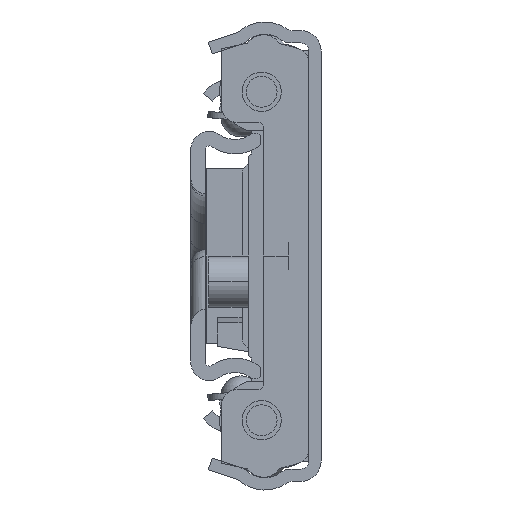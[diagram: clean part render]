
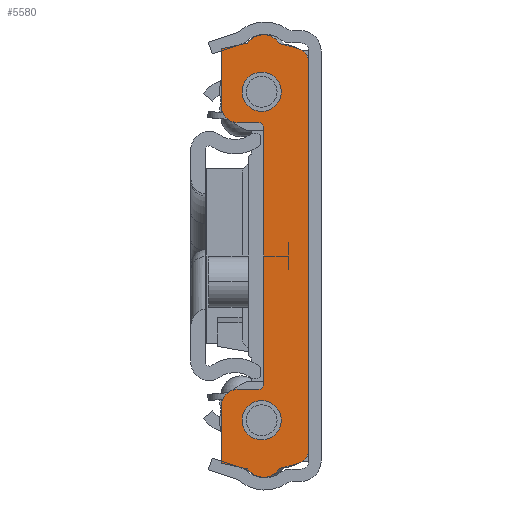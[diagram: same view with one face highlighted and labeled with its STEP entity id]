
A CAD part, front view. The second image highlights one B-rep face of the part: STEP entity #5580.
In plain terms, the highlighted face is planar.
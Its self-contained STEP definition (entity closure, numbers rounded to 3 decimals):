
#4115=CARTESIAN_POINT('',(-1.3,59.,16.));
#4116=DIRECTION('',(0.,-1.,0.));
#4117=DIRECTION('',(1.,0.,0.));
#4118=AXIS2_PLACEMENT_3D('',#4115,#4116,#4117);
#4120=CARTESIAN_POINT('',(-1.3,59.,16.));
#4121=DIRECTION('',(0.,-1.,0.));
#4122=DIRECTION('',(-1.,0.,0.));
#4123=AXIS2_PLACEMENT_3D('',#4120,#4121,#4122);
#4125=CARTESIAN_POINT('',(-1.3,59.,-16.));
#4126=DIRECTION('',(0.,-1.,0.));
#4127=DIRECTION('',(1.,0.,0.));
#4128=AXIS2_PLACEMENT_3D('',#4125,#4126,#4127);
#4130=CARTESIAN_POINT('',(-1.3,59.,-16.));
#4131=DIRECTION('',(0.,-1.,0.));
#4132=DIRECTION('',(-1.,0.,0.));
#4133=AXIS2_PLACEMENT_3D('',#4130,#4131,#4132);
#4135=CARTESIAN_POINT('',(-1.,59.,12.5));
#4136=DIRECTION('',(0.,-1.,0.));
#4137=DIRECTION('',(0.,0.,1.));
#4138=AXIS2_PLACEMENT_3D('',#4135,#4136,#4137);
#4140=DIRECTION('',(-1.,0.,0.));
#4141=VECTOR('',#4140,2.1);
#4142=CARTESIAN_POINT('',(1.1,59.,13.));
#4143=LINE('',#4142,#4141);
#4144=CARTESIAN_POINT('',(1.1,59.,14.5));
#4145=DIRECTION('',(0.,1.,0.));
#4146=DIRECTION('',(1.,0.,0.));
#4147=AXIS2_PLACEMENT_3D('',#4144,#4145,#4146);
#4149=DIRECTION('',(0.,0.,-1.));
#4150=VECTOR('',#4149,5.687);
#4151=CARTESIAN_POINT('',(2.6,59.,20.187));
#4152=LINE('',#4151,#4150);
#4153=DIRECTION('',(0.978,0.,-0.211));
#4154=VECTOR('',#4153,2.628);
#4155=CARTESIAN_POINT('',(0.03,59.,20.74));
#4156=LINE('',#4155,#4154);
#4157=CARTESIAN_POINT('',(-1.5,59.,19.699));
#4158=DIRECTION('',(0.,1.,0.));
#4159=DIRECTION('',(-0.841,0.,0.541));
#4160=AXIS2_PLACEMENT_3D('',#4157,#4158,#4159);
#4162=DIRECTION('',(0.966,0.,0.259));
#4163=VECTOR('',#4162,1.792);
#4164=CARTESIAN_POINT('',(-4.788,59.,20.236));
#4165=LINE('',#4164,#4163);
#4166=CARTESIAN_POINT('',(-4.4,59.,18.787));
#4167=DIRECTION('',(0.,1.,0.));
#4168=DIRECTION('',(-1.,0.,0.));
#4169=AXIS2_PLACEMENT_3D('',#4166,#4167,#4168);
#4171=DIRECTION('',(0.,0.,1.));
#4172=VECTOR('',#4171,37.575);
#4173=CARTESIAN_POINT('',(-5.9,59.,-18.787));
#4174=LINE('',#4173,#4172);
#4175=CARTESIAN_POINT('',(-4.4,59.,-18.787));
#4176=DIRECTION('',(0.,1.,0.));
#4177=DIRECTION('',(-0.259,0.,-0.966));
#4178=AXIS2_PLACEMENT_3D('',#4175,#4176,#4177);
#4180=DIRECTION('',(-0.966,0.,0.259));
#4181=VECTOR('',#4180,1.792);
#4182=CARTESIAN_POINT('',(-3.057,59.,-20.7));
#4183=LINE('',#4182,#4181);
#4184=CARTESIAN_POINT('',(-1.5,59.,-19.699));
#4185=DIRECTION('',(0.,1.,0.));
#4186=DIRECTION('',(0.827,0.,-0.563));
#4187=AXIS2_PLACEMENT_3D('',#4184,#4185,#4186);
#4189=DIRECTION('',(-0.978,0.,-0.211));
#4190=VECTOR('',#4189,2.628);
#4191=CARTESIAN_POINT('',(2.6,59.,-20.187));
#4192=LINE('',#4191,#4190);
#4193=DIRECTION('',(0.,0.,-1.));
#4194=VECTOR('',#4193,5.687);
#4195=CARTESIAN_POINT('',(2.6,59.,-14.5));
#4196=LINE('',#4195,#4194);
#4197=CARTESIAN_POINT('',(1.1,59.,-14.5));
#4198=DIRECTION('',(0.,1.,0.));
#4199=DIRECTION('',(0.,0.,1.));
#4200=AXIS2_PLACEMENT_3D('',#4197,#4198,#4199);
#4202=DIRECTION('',(1.,0.,0.));
#4203=VECTOR('',#4202,2.1);
#4204=CARTESIAN_POINT('',(-1.,59.,-13.));
#4205=LINE('',#4204,#4203);
#4206=CARTESIAN_POINT('',(-1.,59.,-12.5));
#4207=DIRECTION('',(0.,-1.,0.));
#4208=DIRECTION('',(-1.,0.,0.));
#4209=AXIS2_PLACEMENT_3D('',#4206,#4207,#4208);
#4271=DIRECTION('',(0.,0.,-1.));
#4272=VECTOR('',#4271,25.);
#4273=CARTESIAN_POINT('',(-1.5,59.,12.5));
#4274=LINE('',#4273,#4272);
#5075=CARTESIAN_POINT('',(0.2,59.,16.));
#5076=CARTESIAN_POINT('',(-2.8,59.,16.));
#5077=VERTEX_POINT('',#5075);
#5078=VERTEX_POINT('',#5076);
#5079=CARTESIAN_POINT('',(0.2,59.,-16.));
#5080=CARTESIAN_POINT('',(-2.8,59.,-16.));
#5081=VERTEX_POINT('',#5079);
#5082=VERTEX_POINT('',#5080);
#5083=CARTESIAN_POINT('',(-5.9,59.,-18.787));
#5084=CARTESIAN_POINT('',(-5.9,59.,18.787));
#5085=VERTEX_POINT('',#5083);
#5086=VERTEX_POINT('',#5084);
#5087=CARTESIAN_POINT('',(-4.788,59.,20.236));
#5088=VERTEX_POINT('',#5087);
#5089=CARTESIAN_POINT('',(-3.057,59.,20.7));
#5090=VERTEX_POINT('',#5089);
#5091=CARTESIAN_POINT('',(0.03,59.,20.74));
#5092=VERTEX_POINT('',#5091);
#5093=CARTESIAN_POINT('',(2.6,59.,20.187));
#5094=VERTEX_POINT('',#5093);
#5095=CARTESIAN_POINT('',(2.6,59.,14.5));
#5096=VERTEX_POINT('',#5095);
#5097=CARTESIAN_POINT('',(1.1,59.,13.));
#5098=VERTEX_POINT('',#5097);
#5099=CARTESIAN_POINT('',(-1.,59.,13.));
#5100=VERTEX_POINT('',#5099);
#5101=CARTESIAN_POINT('',(-1.5,59.,12.5));
#5102=VERTEX_POINT('',#5101);
#5103=CARTESIAN_POINT('',(-1.5,59.,-12.5));
#5104=CARTESIAN_POINT('',(-1.,59.,-13.));
#5105=VERTEX_POINT('',#5103);
#5106=VERTEX_POINT('',#5104);
#5107=CARTESIAN_POINT('',(1.1,59.,-13.));
#5108=VERTEX_POINT('',#5107);
#5109=CARTESIAN_POINT('',(2.6,59.,-14.5));
#5110=VERTEX_POINT('',#5109);
#5111=CARTESIAN_POINT('',(2.6,59.,-20.187));
#5112=VERTEX_POINT('',#5111);
#5113=CARTESIAN_POINT('',(0.03,59.,-20.74));
#5114=VERTEX_POINT('',#5113);
#5115=CARTESIAN_POINT('',(-3.057,59.,-20.7));
#5116=VERTEX_POINT('',#5115);
#5117=CARTESIAN_POINT('',(-4.788,59.,-20.236));
#5118=VERTEX_POINT('',#5117);
#5527=CARTESIAN_POINT('',(0.,59.,0.));
#5528=DIRECTION('',(0.,1.,0.));
#5529=DIRECTION('',(1.,0.,0.));
#5530=AXIS2_PLACEMENT_3D('',#5527,#5528,#5529);
#5531=PLANE('',#5530);
#5533=ORIENTED_EDGE('',*,*,#5532,.F.);
#5535=ORIENTED_EDGE('',*,*,#5534,.F.);
#5537=ORIENTED_EDGE('',*,*,#5536,.F.);
#5539=ORIENTED_EDGE('',*,*,#5538,.F.);
#5541=ORIENTED_EDGE('',*,*,#5540,.F.);
#5543=ORIENTED_EDGE('',*,*,#5542,.F.);
#5545=ORIENTED_EDGE('',*,*,#5544,.F.);
#5547=ORIENTED_EDGE('',*,*,#5546,.F.);
#5549=ORIENTED_EDGE('',*,*,#5548,.F.);
#5551=ORIENTED_EDGE('',*,*,#5550,.F.);
#5553=ORIENTED_EDGE('',*,*,#5552,.F.);
#5555=ORIENTED_EDGE('',*,*,#5554,.F.);
#5557=ORIENTED_EDGE('',*,*,#5556,.F.);
#5559=ORIENTED_EDGE('',*,*,#5558,.F.);
#5561=ORIENTED_EDGE('',*,*,#5560,.F.);
#5563=ORIENTED_EDGE('',*,*,#5562,.F.);
#5565=ORIENTED_EDGE('',*,*,#5564,.F.);
#5567=ORIENTED_EDGE('',*,*,#5566,.F.);
#5568=EDGE_LOOP('',(#5533,#5535,#5537,#5539,#5541,#5543,#5545,#5547,#5549,#5551,
#5553,#5555,#5557,#5559,#5561,#5563,#5565,#5567));
#5569=FACE_OUTER_BOUND('',#5568,.F.);
#5571=ORIENTED_EDGE('',*,*,#5570,.F.);
#5573=ORIENTED_EDGE('',*,*,#5572,.F.);
#5574=EDGE_LOOP('',(#5571,#5573));
#5575=FACE_BOUND('',#5574,.F.);
#5576=ORIENTED_EDGE('',*,*,#5448,.F.);
#5577=ORIENTED_EDGE('',*,*,#5508,.F.);
#5578=EDGE_LOOP('',(#5576,#5577));
#5579=FACE_BOUND('',#5578,.F.);
#5580=ADVANCED_FACE('',(#5569,#5575,#5579),#5531,.T.);
#4119=CIRCLE('',#4118,1.5);
#4124=CIRCLE('',#4123,1.5);
#4129=CIRCLE('',#4128,1.5);
#4134=CIRCLE('',#4133,1.5);
#4139=CIRCLE('',#4138,0.5);
#4148=CIRCLE('',#4147,1.5);
#4161=CIRCLE('',#4160,1.851);
#4170=CIRCLE('',#4169,1.5);
#4179=CIRCLE('',#4178,1.5);
#4188=CIRCLE('',#4187,1.851);
#4201=CIRCLE('',#4200,1.5);
#4210=CIRCLE('',#4209,0.5);
#5448=EDGE_CURVE('',#5077,#5078,#4119,.T.);
#5508=EDGE_CURVE('',#5078,#5077,#4124,.T.);
#5532=EDGE_CURVE('',#5102,#5105,#4274,.T.);
#5534=EDGE_CURVE('',#5100,#5102,#4139,.T.);
#5536=EDGE_CURVE('',#5098,#5100,#4143,.T.);
#5538=EDGE_CURVE('',#5096,#5098,#4148,.T.);
#5540=EDGE_CURVE('',#5094,#5096,#4152,.T.);
#5542=EDGE_CURVE('',#5092,#5094,#4156,.T.);
#5544=EDGE_CURVE('',#5090,#5092,#4161,.T.);
#5546=EDGE_CURVE('',#5088,#5090,#4165,.T.);
#5548=EDGE_CURVE('',#5086,#5088,#4170,.T.);
#5550=EDGE_CURVE('',#5085,#5086,#4174,.T.);
#5552=EDGE_CURVE('',#5118,#5085,#4179,.T.);
#5554=EDGE_CURVE('',#5116,#5118,#4183,.T.);
#5556=EDGE_CURVE('',#5114,#5116,#4188,.T.);
#5558=EDGE_CURVE('',#5112,#5114,#4192,.T.);
#5560=EDGE_CURVE('',#5110,#5112,#4196,.T.);
#5562=EDGE_CURVE('',#5108,#5110,#4201,.T.);
#5564=EDGE_CURVE('',#5106,#5108,#4205,.T.);
#5566=EDGE_CURVE('',#5105,#5106,#4210,.T.);
#5570=EDGE_CURVE('',#5081,#5082,#4129,.T.);
#5572=EDGE_CURVE('',#5082,#5081,#4134,.T.);
